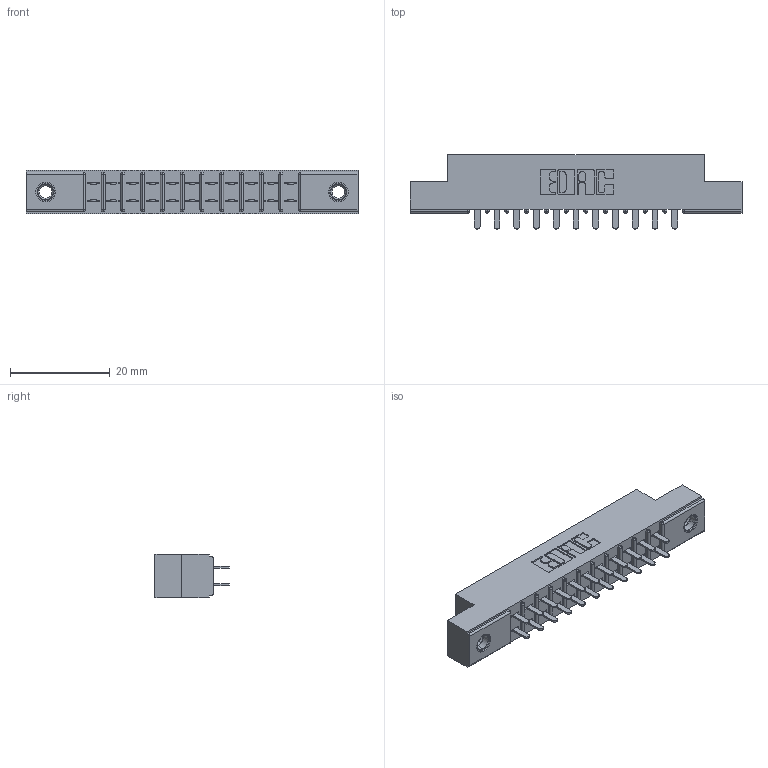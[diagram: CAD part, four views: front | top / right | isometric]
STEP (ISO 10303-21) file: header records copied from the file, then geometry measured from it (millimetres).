
FILE_DESCRIPTION (( 'STEP AP203' ), '1' );
FILE_NAME ('355-022-521-507.STEP', '2019-09-11T04:09:34', ( '' ), ( '' ), 'SwSTEP 2.0', 'SolidWorks 2016', '' );
FILE_SCHEMA (( 'CONFIG_CONTROL_DESIGN' ));
Length unit declared in the file: inch
Products named in the file (4): 355-022-521-507; 305-290-001_521; 305 Part_.156 Dia; 345-250-001_345-250-005-103
Assembly tree (25 placements, depth 2):
  355-022-521-507
    305 Part_.156 Dia
    305-290-001_521  x22
    345-250-001_345-250-005-103  x2
Bounding box: 66.6 x 14.86 x 8.71 mm (x, y, z)
Volume: 4000.4 mm3; surface area: 7215 mm2
Topology: 25 solids, 25 shells, 1188 faces, 3345 edges, 2162 vertices
Faces by surface type: plane 694, cylinder 434, sphere 44, cone 12, torus 4
Entity records: 16749 total; most frequent: CARTESIAN_POINT 2754, ORIENTED_EDGE 2722, DIRECTION 2699, EDGE_CURVE 1361, LINE 1065, VECTOR 1065, VERTEX_POINT 872, AXIS2_PLACEMENT_3D 817
